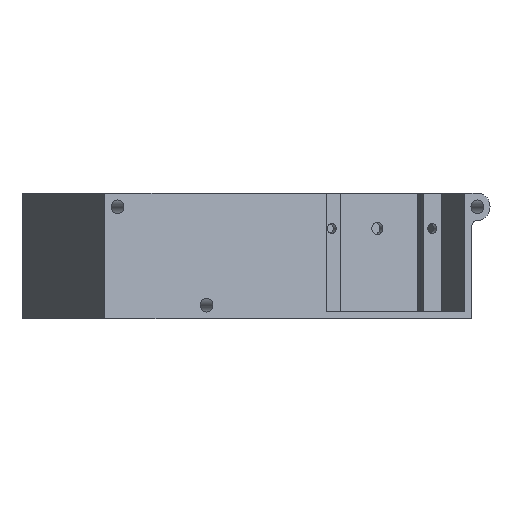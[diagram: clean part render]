
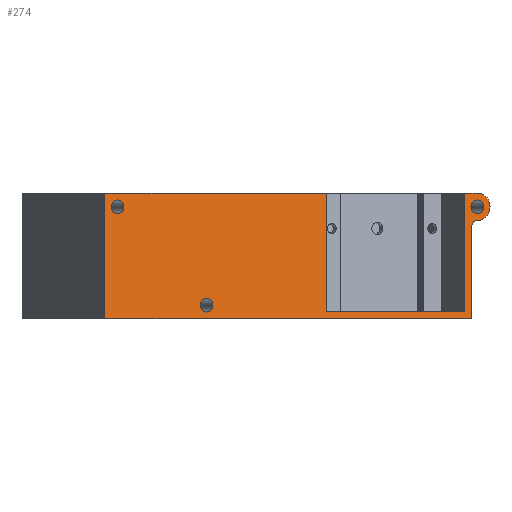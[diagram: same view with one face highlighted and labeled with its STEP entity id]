
A CAD part, left-side view. The second image highlights one B-rep face of the part: STEP entity #274.
In plain terms, the highlighted planar face has unit normal (-0.924, -0.383, 0).
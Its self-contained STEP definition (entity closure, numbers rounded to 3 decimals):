
#6 = DIRECTION ( 'NONE',  ( 0., 0., -1. ) ) ;
#34 = DIRECTION ( 'NONE',  ( -0.383, 0.924, 0. ) ) ;
#44 = CARTESIAN_POINT ( 'NONE',  ( -25.403, -10.534, 2. ) ) ;
#63 = AXIS2_PLACEMENT_3D ( 'NONE', #2434, #1106, #2055 ) ;
#78 = EDGE_LOOP ( 'NONE', ( #2208, #2164 ) ) ;
#110 = EDGE_CURVE ( 'NONE', #1220, #2036, #2003, .T. ) ;
#111 = CIRCLE ( 'NONE', #864, 1.75 ) ;
#114 = CARTESIAN_POINT ( 'NONE',  ( 13.86, -105.216, 28.5 ) ) ;
#128 = EDGE_CURVE ( 'NONE', #1980, #1270, #1117, .T. ) ;
#167 = CIRCLE ( 'NONE', #2108, 1.75 ) ;
#191 = EDGE_CURVE ( 'NONE', #2445, #2036, #846, .T. ) ;
#236 = DIRECTION ( 'NONE',  ( 0.924, 0.383, 0. ) ) ;
#243 = CARTESIAN_POINT ( 'NONE',  ( 13.86, -105.216, 23.5 ) ) ;
#272 = ORIENTED_EDGE ( 'NONE', *, *, #110, .T. ) ;
#274 = ADVANCED_FACE ( 'NONE', ( #423, #1320, #306, #396 ), #1936, .F. ) ;
#282 = LINE ( 'NONE', #1808, #2063 ) ;
#306 = FACE_BOUND ( 'NONE', #78, .T. ) ;
#319 = CARTESIAN_POINT ( 'NONE',  ( -2.037, -66.881, 32. ) ) ;
#341 = ORIENTED_EDGE ( 'NONE', *, *, #1935, .F. ) ;
#352 = CARTESIAN_POINT ( 'NONE',  ( 13.285, -103.83, 23.5 ) ) ;
#360 = VERTEX_POINT ( 'NONE', #814 ) ;
#396 = FACE_OUTER_BOUND ( 'NONE', #1884, .T. ) ;
#397 = DIRECTION ( 'NONE',  ( 0., 0., -1. ) ) ;
#423 = FACE_BOUND ( 'NONE', #742, .T. ) ;
#457 = ORIENTED_EDGE ( 'NONE', *, *, #1660, .T. ) ;
#461 = VERTEX_POINT ( 'NONE', #873 ) ;
#509 = VERTEX_POINT ( 'NONE', #1837 ) ;
#511 = VECTOR ( 'NONE', #2268, 1000. ) ;
#517 = CIRCLE ( 'NONE', #643, 1.75 ) ;
#553 = EDGE_CURVE ( 'NONE', #509, #461, #1539, .T. ) ;
#570 = DIRECTION ( 'NONE',  ( -0.383, 0.924, 0. ) ) ;
#572 = VERTEX_POINT ( 'NONE', #1671 ) ;
#578 = DIRECTION ( 'NONE',  ( 0.924, 0.383, 0. ) ) ;
#595 = VERTEX_POINT ( 'NONE', #718 ) ;
#606 = CARTESIAN_POINT ( 'NONE',  ( -14.677, -36.398, 1.75 ) ) ;
#629 = CARTESIAN_POINT ( 'NONE',  ( -25.403, -10.534, 0. ) ) ;
#643 = AXIS2_PLACEMENT_3D ( 'NONE', #1557, #2111, #783 ) ;
#674 = VECTOR ( 'NONE', #747, 1000. ) ;
#677 = AXIS2_PLACEMENT_3D ( 'NONE', #1704, #578, #6 ) ;
#681 = DIRECTION ( 'NONE',  ( -0.924, -0.383, 0. ) ) ;
#701 = EDGE_CURVE ( 'NONE', #572, #2039, #1569, .T. ) ;
#718 = CARTESIAN_POINT ( 'NONE',  ( 13.86, -105.216, 32. ) ) ;
#728 = DIRECTION ( 'NONE',  ( 0., 0., -1. ) ) ;
#742 = EDGE_LOOP ( 'NONE', ( #1478, #917 ) ) ;
#747 = DIRECTION ( 'NONE',  ( 0., 0., 1. ) ) ;
#776 = DIRECTION ( 'NONE',  ( 0., 0., 1. ) ) ;
#783 = DIRECTION ( 'NONE',  ( 0., 0., -1. ) ) ;
#799 = DIRECTION ( 'NONE',  ( 0., 0., -1. ) ) ;
#814 = CARTESIAN_POINT ( 'NONE',  ( 13.86, -105.216, 25. ) ) ;
#815 = EDGE_LOOP ( 'NONE', ( #1283, #883 ) ) ;
#822 = CIRCLE ( 'NONE', #2169, 1.5 ) ;
#846 = LINE ( 'NONE', #44, #1974 ) ;
#861 = VERTEX_POINT ( 'NONE', #2115 ) ;
#864 = AXIS2_PLACEMENT_3D ( 'NONE', #1679, #2437, #728 ) ;
#873 = CARTESIAN_POINT ( 'NONE',  ( -24.062, -13.767, 26.75 ) ) ;
#883 = ORIENTED_EDGE ( 'NONE', *, *, #553, .T. ) ;
#896 = ORIENTED_EDGE ( 'NONE', *, *, #2259, .F. ) ;
#897 = CARTESIAN_POINT ( 'NONE',  ( -25.403, -10.534, 0. ) ) ;
#917 = ORIENTED_EDGE ( 'NONE', *, *, #1796, .T. ) ;
#924 = CARTESIAN_POINT ( 'NONE',  ( 13.86, -105.216, 26.75 ) ) ;
#969 = CIRCLE ( 'NONE', #981, 3.5 ) ;
#981 = AXIS2_PLACEMENT_3D ( 'NONE', #114, #681, #2402 ) ;
#991 = EDGE_CURVE ( 'NONE', #2039, #360, #822, .T. ) ;
#994 = VECTOR ( 'NONE', #570, 1000. ) ;
#1058 = ORIENTED_EDGE ( 'NONE', *, *, #991, .T. ) ;
#1085 = DIRECTION ( 'NONE',  ( 0., 0., 1. ) ) ;
#1106 = DIRECTION ( 'NONE',  ( 0.924, 0.383, 0. ) ) ;
#1117 = LINE ( 'NONE', #1313, #2322 ) ;
#1190 = DIRECTION ( 'NONE',  ( 0.924, 0.383, 0. ) ) ;
#1220 = VERTEX_POINT ( 'NONE', #319 ) ;
#1270 = VERTEX_POINT ( 'NONE', #1731 ) ;
#1283 = ORIENTED_EDGE ( 'NONE', *, *, #1786, .T. ) ;
#1300 = CARTESIAN_POINT ( 'NONE',  ( -25.403, -10.534, 32. ) ) ;
#1313 = CARTESIAN_POINT ( 'NONE',  ( -25.403, -10.534, 2. ) ) ;
#1320 = FACE_BOUND ( 'NONE', #815, .T. ) ;
#1332 = CARTESIAN_POINT ( 'NONE',  ( 12.519, -101.983, 32. ) ) ;
#1373 = CARTESIAN_POINT ( 'NONE',  ( -24.062, -13.767, 28.5 ) ) ;
#1385 = ORIENTED_EDGE ( 'NONE', *, *, #1900, .T. ) ;
#1403 = DIRECTION ( 'NONE',  ( 0., 0., -1. ) ) ;
#1419 = VERTEX_POINT ( 'NONE', #1758 ) ;
#1427 = ORIENTED_EDGE ( 'NONE', *, *, #2081, .T. ) ;
#1452 = ORIENTED_EDGE ( 'NONE', *, *, #128, .T. ) ;
#1478 = ORIENTED_EDGE ( 'NONE', *, *, #2113, .T. ) ;
#1539 = CIRCLE ( 'NONE', #63, 1.75 ) ;
#1557 = CARTESIAN_POINT ( 'NONE',  ( 13.86, -105.216, 28.5 ) ) ;
#1569 = LINE ( 'NONE', #1877, #2305 ) ;
#1590 = LINE ( 'NONE', #629, #2235 ) ;
#1597 = CARTESIAN_POINT ( 'NONE',  ( 12.519, -101.983, 32. ) ) ;
#1660 = EDGE_CURVE ( 'NONE', #1270, #1220, #2184, .T. ) ;
#1671 = CARTESIAN_POINT ( 'NONE',  ( 13.285, -103.83, 0. ) ) ;
#1676 = DIRECTION ( 'NONE',  ( 0., 0., -1. ) ) ;
#1679 = CARTESIAN_POINT ( 'NONE',  ( -14.677, -36.398, 3.5 ) ) ;
#1692 = CARTESIAN_POINT ( 'NONE',  ( -2.037, -66.881, 2. ) ) ;
#1703 = EDGE_CURVE ( 'NONE', #1419, #1894, #111, .T. ) ;
#1704 = CARTESIAN_POINT ( 'NONE',  ( 13.86, -105.216, 28.5 ) ) ;
#1719 = VERTEX_POINT ( 'NONE', #924 ) ;
#1731 = CARTESIAN_POINT ( 'NONE',  ( -2.037, -66.881, 2. ) ) ;
#1758 = CARTESIAN_POINT ( 'NONE',  ( -14.677, -36.398, 5.25 ) ) ;
#1786 = EDGE_CURVE ( 'NONE', #461, #509, #167, .T. ) ;
#1796 = EDGE_CURVE ( 'NONE', #861, #1719, #517, .T. ) ;
#1808 = CARTESIAN_POINT ( 'NONE',  ( 12.519, -101.983, 2. ) ) ;
#1836 = CARTESIAN_POINT ( 'NONE',  ( 12.519, -101.983, 2. ) ) ;
#1837 = CARTESIAN_POINT ( 'NONE',  ( -24.062, -13.767, 30.25 ) ) ;
#1877 = CARTESIAN_POINT ( 'NONE',  ( 13.285, -103.83, 2. ) ) ;
#1883 = CARTESIAN_POINT ( 'NONE',  ( -25.403, -10.534, 32. ) ) ;
#1884 = EDGE_LOOP ( 'NONE', ( #2274, #896, #2269, #1058, #1385, #1427, #341, #1452, #457, #272 ) ) ;
#1894 = VERTEX_POINT ( 'NONE', #606 ) ;
#1900 = EDGE_CURVE ( 'NONE', #360, #595, #969, .T. ) ;
#1910 = CIRCLE ( 'NONE', #677, 1.75 ) ;
#1933 = DIRECTION ( 'NONE',  ( 0.924, 0.383, 0. ) ) ;
#1935 = EDGE_CURVE ( 'NONE', #1980, #2360, #282, .T. ) ;
#1936 = PLANE ( 'NONE',  #2394 ) ;
#1974 = VECTOR ( 'NONE', #2309, 1000. ) ;
#1980 = VERTEX_POINT ( 'NONE', #1836 ) ;
#2003 = LINE ( 'NONE', #1883, #994 ) ;
#2036 = VERTEX_POINT ( 'NONE', #1300 ) ;
#2039 = VERTEX_POINT ( 'NONE', #352 ) ;
#2045 = CARTESIAN_POINT ( 'NONE',  ( -14.677, -36.398, 3.5 ) ) ;
#2055 = DIRECTION ( 'NONE',  ( 0., 0., -1. ) ) ;
#2063 = VECTOR ( 'NONE', #1085, 1000. ) ;
#2067 = EDGE_CURVE ( 'NONE', #1894, #1419, #2125, .T. ) ;
#2081 = EDGE_CURVE ( 'NONE', #595, #2360, #2295, .T. ) ;
#2108 = AXIS2_PLACEMENT_3D ( 'NONE', #1373, #1933, #799 ) ;
#2111 = DIRECTION ( 'NONE',  ( 0.924, 0.383, 0. ) ) ;
#2113 = EDGE_CURVE ( 'NONE', #1719, #861, #1910, .T. ) ;
#2115 = CARTESIAN_POINT ( 'NONE',  ( 13.86, -105.216, 30.25 ) ) ;
#2125 = CIRCLE ( 'NONE', #2344, 1.75 ) ;
#2137 = CARTESIAN_POINT ( 'NONE',  ( -25.403, -10.534, 2. ) ) ;
#2145 = DIRECTION ( 'NONE',  ( -0.383, 0.924, 0. ) ) ;
#2164 = ORIENTED_EDGE ( 'NONE', *, *, #1703, .T. ) ;
#2169 = AXIS2_PLACEMENT_3D ( 'NONE', #243, #236, #1403 ) ;
#2184 = LINE ( 'NONE', #1692, #674 ) ;
#2208 = ORIENTED_EDGE ( 'NONE', *, *, #2067, .T. ) ;
#2231 = DIRECTION ( 'NONE',  ( 0.924, 0.383, 0. ) ) ;
#2235 = VECTOR ( 'NONE', #2145, 1000. ) ;
#2259 = EDGE_CURVE ( 'NONE', #572, #2445, #1590, .T. ) ;
#2268 = DIRECTION ( 'NONE',  ( -0.383, 0.924, 0. ) ) ;
#2269 = ORIENTED_EDGE ( 'NONE', *, *, #701, .T. ) ;
#2274 = ORIENTED_EDGE ( 'NONE', *, *, #191, .F. ) ;
#2295 = LINE ( 'NONE', #1332, #511 ) ;
#2305 = VECTOR ( 'NONE', #776, 1000. ) ;
#2309 = DIRECTION ( 'NONE',  ( 0., 0., 1. ) ) ;
#2322 = VECTOR ( 'NONE', #34, 1000. ) ;
#2344 = AXIS2_PLACEMENT_3D ( 'NONE', #2045, #2231, #1676 ) ;
#2360 = VERTEX_POINT ( 'NONE', #1597 ) ;
#2394 = AXIS2_PLACEMENT_3D ( 'NONE', #2137, #1190, #397 ) ;
#2402 = DIRECTION ( 'NONE',  ( 0., 0., -1. ) ) ;
#2434 = CARTESIAN_POINT ( 'NONE',  ( -24.062, -13.767, 28.5 ) ) ;
#2437 = DIRECTION ( 'NONE',  ( 0.924, 0.383, 0. ) ) ;
#2445 = VERTEX_POINT ( 'NONE', #897 ) ;
